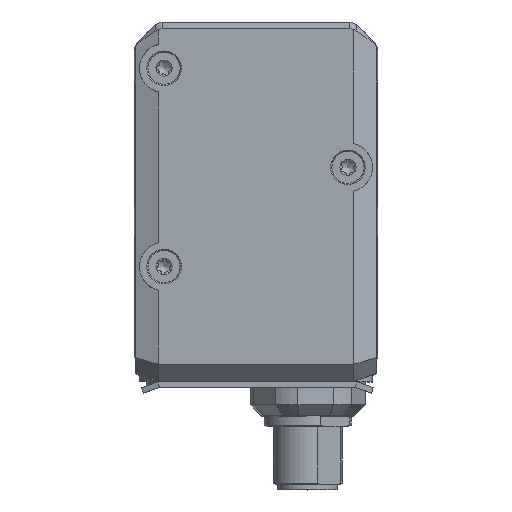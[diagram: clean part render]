
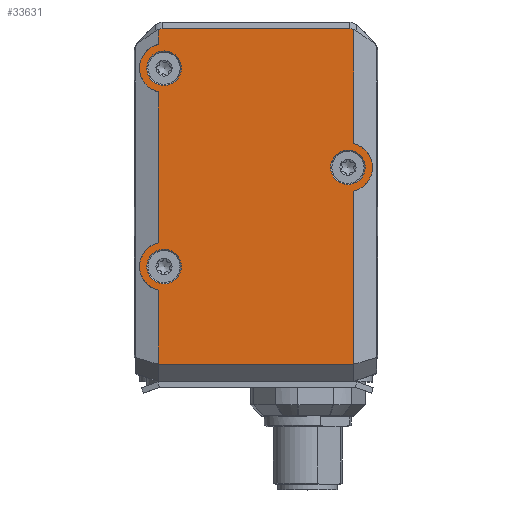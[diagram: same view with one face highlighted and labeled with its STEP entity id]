
A CAD part, top view. The second image highlights one B-rep face of the part: STEP entity #33631.
In plain terms, the highlighted planar face has unit normal (0, 0, 1).
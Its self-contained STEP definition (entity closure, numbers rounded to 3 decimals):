
#568=ELLIPSE('',#35787,2.309,2.);
#569=ELLIPSE('',#35790,2.309,2.);
#2062=FACE_BOUND('',#6590,.T.);
#2063=FACE_BOUND('',#6591,.T.);
#2064=FACE_BOUND('',#6592,.T.);
#2742=PLANE('',#35840);
#4724=FACE_OUTER_BOUND('',#6589,.T.);
#6589=EDGE_LOOP('',(#28968,#28969,#28970,#28971,#28972,#28973,#28974,#28975,
#28976,#28977,#28978,#28979));
#6590=EDGE_LOOP('',(#28980));
#6591=EDGE_LOOP('',(#28981));
#6592=EDGE_LOOP('',(#28982));
#9057=LINE('',#60915,#11503);
#9068=LINE('',#60938,#11514);
#9071=LINE('',#60951,#11517);
#9072=LINE('',#60952,#11518);
#9080=LINE('',#60994,#11526);
#9081=LINE('',#60996,#11527);
#9082=LINE('',#60999,#11528);
#11503=VECTOR('',#42247,10.);
#11514=VECTOR('',#42272,10.);
#11517=VECTOR('',#42287,10.);
#11518=VECTOR('',#42288,10.);
#11526=VECTOR('',#42336,10.);
#11527=VECTOR('',#42337,10.);
#11528=VECTOR('',#42340,10.);
#12489=CIRCLE('',#35817,4.25);
#12490=CIRCLE('',#35819,4.25);
#12491=CIRCLE('',#35821,4.25);
#12507=CIRCLE('',#35841,3.);
#12508=CIRCLE('',#35842,3.);
#12509=CIRCLE('',#35843,3.);
#15391=VERTEX_POINT('',#60911);
#15393=VERTEX_POINT('',#60914);
#15396=VERTEX_POINT('',#60930);
#15397=VERTEX_POINT('',#60932);
#15398=VERTEX_POINT('',#60936);
#15399=VERTEX_POINT('',#60940);
#15401=VERTEX_POINT('',#60948);
#15402=VERTEX_POINT('',#60949);
#15415=VERTEX_POINT('',#60991);
#15416=VERTEX_POINT('',#60992);
#15417=VERTEX_POINT('',#60995);
#15418=VERTEX_POINT('',#60997);
#15434=VERTEX_POINT('',#61043);
#15435=VERTEX_POINT('',#61045);
#15436=VERTEX_POINT('',#61047);
#19984=EDGE_CURVE('',#15391,#15393,#9057,.T.);
#19994=EDGE_CURVE('',#15396,#15397,#568,.T.);
#19997=EDGE_CURVE('',#15397,#15398,#9068,.T.);
#19998=EDGE_CURVE('',#15398,#15399,#569,.T.);
#20003=EDGE_CURVE('',#15402,#15391,#9071,.T.);
#20004=EDGE_CURVE('',#15399,#15401,#9072,.T.);
#20023=EDGE_CURVE('',#15416,#15396,#9080,.T.);
#20024=EDGE_CURVE('',#15393,#15417,#9081,.T.);
#20026=EDGE_CURVE('',#15418,#15415,#9082,.T.);
#20027=EDGE_CURVE('',#15401,#15402,#12489,.T.);
#20028=EDGE_CURVE('',#15417,#15418,#12490,.T.);
#20029=EDGE_CURVE('',#15415,#15416,#12491,.T.);
#20048=EDGE_CURVE('',#15434,#15434,#12507,.T.);
#20049=EDGE_CURVE('',#15435,#15435,#12508,.T.);
#20050=EDGE_CURVE('',#15436,#15436,#12509,.T.);
#28968=ORIENTED_EDGE('',*,*,#20026,.F.);
#28969=ORIENTED_EDGE('',*,*,#20028,.F.);
#28970=ORIENTED_EDGE('',*,*,#20024,.F.);
#28971=ORIENTED_EDGE('',*,*,#19984,.F.);
#28972=ORIENTED_EDGE('',*,*,#20003,.F.);
#28973=ORIENTED_EDGE('',*,*,#20027,.F.);
#28974=ORIENTED_EDGE('',*,*,#20004,.F.);
#28975=ORIENTED_EDGE('',*,*,#19998,.F.);
#28976=ORIENTED_EDGE('',*,*,#19997,.F.);
#28977=ORIENTED_EDGE('',*,*,#19994,.F.);
#28978=ORIENTED_EDGE('',*,*,#20023,.F.);
#28979=ORIENTED_EDGE('',*,*,#20029,.F.);
#28980=ORIENTED_EDGE('',*,*,#20048,.T.);
#28981=ORIENTED_EDGE('',*,*,#20049,.T.);
#28982=ORIENTED_EDGE('',*,*,#20050,.T.);
#33631=ADVANCED_FACE('',(#4724,#2062,#2063,#2064),#2742,.T.);
#35787=AXIS2_PLACEMENT_3D('',#60933,#42266,#42267);
#35790=AXIS2_PLACEMENT_3D('',#60941,#42275,#42276);
#35817=AXIS2_PLACEMENT_3D('',#61001,#42343,#42344);
#35819=AXIS2_PLACEMENT_3D('',#61003,#42347,#42348);
#35821=AXIS2_PLACEMENT_3D('',#61005,#42351,#42352);
#35840=AXIS2_PLACEMENT_3D('',#61042,#42392,#42393);
#35841=AXIS2_PLACEMENT_3D('',#61044,#42394,#42395);
#35842=AXIS2_PLACEMENT_3D('',#61046,#42396,#42397);
#35843=AXIS2_PLACEMENT_3D('',#61048,#42398,#42399);
#42247=DIRECTION('',(-1.,0.,0.));
#42266=DIRECTION('center_axis',(0.,0.,
-1.));
#42267=DIRECTION('ref_axis',(0.,1.,0.));
#42272=DIRECTION('',(1.,0.,0.));
#42275=DIRECTION('center_axis',(0.,0.,
-1.));
#42276=DIRECTION('ref_axis',(0.,1.,0.));
#42287=DIRECTION('',(0.,-1.,0.));
#42288=DIRECTION('',(0.,-1.,0.));
#42336=DIRECTION('',(0.,1.,0.));
#42337=DIRECTION('',(0.,1.,0.));
#42340=DIRECTION('',(0.,1.,0.));
#42343=DIRECTION('center_axis',(0.,0.,
-1.));
#42344=DIRECTION('ref_axis',(0.,1.,0.));
#42347=DIRECTION('center_axis',(0.,0.,
-1.));
#42348=DIRECTION('ref_axis',(0.,1.,0.));
#42351=DIRECTION('center_axis',(0.,0.,
-1.));
#42352=DIRECTION('ref_axis',(0.,1.,0.));
#42392=DIRECTION('center_axis',(0.,0.,
1.));
#42393=DIRECTION('ref_axis',(-1.,0.,0.));
#42394=DIRECTION('center_axis',(0.,0.,
-1.));
#42395=DIRECTION('ref_axis',(0.,1.,0.));
#42396=DIRECTION('center_axis',(0.,0.,
-1.));
#42397=DIRECTION('ref_axis',(0.,1.,0.));
#42398=DIRECTION('center_axis',(0.,0.,
-1.));
#42399=DIRECTION('ref_axis',(0.,1.,0.));
#60911=CARTESIAN_POINT('',(17.,-38.5,89.));
#60914=CARTESIAN_POINT('',(-17.,-38.5,89.));
#60915=CARTESIAN_POINT('',(21.,-38.5,89.));
#60930=CARTESIAN_POINT('',(-17.,19.699,89.));
#60932=CARTESIAN_POINT('',(-16.3,19.845,89.));
#60933=CARTESIAN_POINT('Origin',(-16.3,17.536,89.));
#60936=CARTESIAN_POINT('',(16.3,19.845,89.));
#60938=CARTESIAN_POINT('',(21.,19.845,89.));
#60940=CARTESIAN_POINT('',(17.,19.699,89.));
#60941=CARTESIAN_POINT('Origin',(16.3,17.536,89.));
#60948=CARTESIAN_POINT('',(17.,-0.119,89.));
#60949=CARTESIAN_POINT('',(17.,-8.381,89.));
#60951=CARTESIAN_POINT('',(17.,-30.916,89.));
#60952=CARTESIAN_POINT('',(17.,-30.916,89.));
#60991=CARTESIAN_POINT('',(-17.,8.869,89.));
#60992=CARTESIAN_POINT('',(-17.,17.131,89.));
#60994=CARTESIAN_POINT('',(-17.,-30.916,89.));
#60995=CARTESIAN_POINT('',(-17.,-25.631,89.));
#60996=CARTESIAN_POINT('',(-17.,-30.916,89.));
#60997=CARTESIAN_POINT('',(-17.,-17.369,89.));
#60999=CARTESIAN_POINT('',(-17.,-30.916,89.));
#61001=CARTESIAN_POINT('Origin',(16.,-4.25,89.));
#61003=CARTESIAN_POINT('Origin',(-16.,-21.5,89.));
#61005=CARTESIAN_POINT('Origin',(-16.,13.,89.));
#61042=CARTESIAN_POINT('Origin',(-16.,13.,89.));
#61043=CARTESIAN_POINT('',(16.,-7.25,89.));
#61044=CARTESIAN_POINT('Origin',(16.,-4.25,89.));
#61045=CARTESIAN_POINT('',(-16.,-24.5,89.));
#61046=CARTESIAN_POINT('Origin',(-16.,-21.5,89.));
#61047=CARTESIAN_POINT('',(-16.,10.,89.));
#61048=CARTESIAN_POINT('Origin',(-16.,13.,89.));
